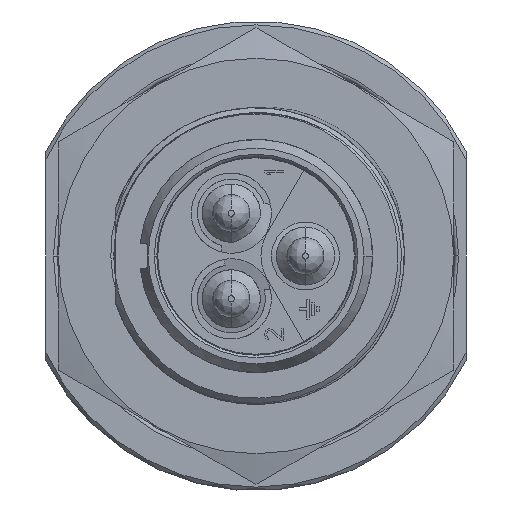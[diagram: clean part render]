
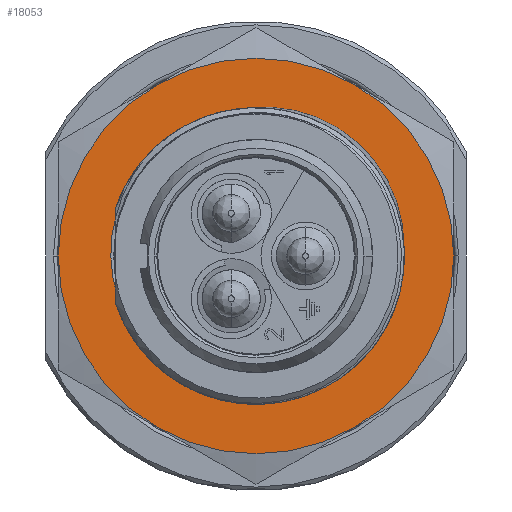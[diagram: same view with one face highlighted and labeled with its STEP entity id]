
A CAD part, left-side view. The second image highlights one B-rep face of the part: STEP entity #18053.
In plain terms, the highlighted planar face has unit normal (-1, 0, 0).
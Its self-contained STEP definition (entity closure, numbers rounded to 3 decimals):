
#474=CARTESIAN_POINT('',(16.5,0.,0.));
#475=DIRECTION('',(1.,0.,0.));
#476=DIRECTION('',(0.,0.119,0.993));
#477=AXIS2_PLACEMENT_3D('',#474,#475,#476);
#836=CARTESIAN_POINT('',(16.5,1.345,11.225));
#4488=CARTESIAN_POINT('',(16.5,0.68,-0.748));
#4489=DIRECTION('',(1.,0.,0.));
#4490=DIRECTION('',(0.,-0.5,0.866));
#4491=AXIS2_PLACEMENT_3D('',#4488,#4489,#4490);
#4493=CARTESIAN_POINT('',(16.5,0.68,-0.748));
#4494=DIRECTION('',(1.,0.,0.));
#4495=DIRECTION('',(0.,-1.,0.));
#4496=AXIS2_PLACEMENT_3D('',#4493,#4494,#4495);
#4498=CARTESIAN_POINT('',(16.5,0.68,-0.748));
#4499=DIRECTION('',(1.,0.,0.));
#4500=DIRECTION('',(0.,0.5,-0.866));
#4501=AXIS2_PLACEMENT_3D('',#4498,#4499,#4500);
#4503=CARTESIAN_POINT('',(16.5,0.68,-0.748));
#4504=DIRECTION('',(1.,0.,0.));
#4505=DIRECTION('',(0.,1.,0.));
#4506=AXIS2_PLACEMENT_3D('',#4503,#4504,#4505);
#4508=CARTESIAN_POINT('',(16.5,8.085,-9.68));
#4509=CARTESIAN_POINT('',(16.5,8.266,-9.534));
#4510=CARTESIAN_POINT('',(16.5,8.619,-9.232));
#4511=CARTESIAN_POINT('',(16.5,9.121,-8.746));
#4512=CARTESIAN_POINT('',(16.5,9.594,-8.231));
#4513=CARTESIAN_POINT('',(16.5,10.035,-7.689));
#4514=CARTESIAN_POINT('',(16.5,10.442,-7.121));
#4515=CARTESIAN_POINT('',(16.5,10.816,-6.528));
#4516=CARTESIAN_POINT('',(16.5,11.153,-5.914));
#4517=CARTESIAN_POINT('',(16.5,11.453,-5.28));
#4518=CARTESIAN_POINT('',(16.5,11.714,-4.63));
#4519=CARTESIAN_POINT('',(16.5,11.936,-3.964));
#4520=CARTESIAN_POINT('',(16.5,12.118,-3.285));
#4521=CARTESIAN_POINT('',(16.5,12.259,-2.598));
#4522=CARTESIAN_POINT('',(16.5,12.359,-1.901));
#4523=CARTESIAN_POINT('',(16.5,12.417,-1.2));
#4524=CARTESIAN_POINT('',(16.5,12.433,-0.496));
#4525=CARTESIAN_POINT('',(16.5,12.406,0.208));
#4526=CARTESIAN_POINT('',(16.5,12.338,0.909));
#4527=CARTESIAN_POINT('',(16.5,12.227,1.606));
#4528=CARTESIAN_POINT('',(16.5,12.075,2.295));
#4529=CARTESIAN_POINT('',(16.5,11.882,2.974));
#4530=CARTESIAN_POINT('',(16.5,11.648,3.641));
#4531=CARTESIAN_POINT('',(16.5,11.375,4.293));
#4532=CARTESIAN_POINT('',(16.5,11.063,4.928));
#4533=CARTESIAN_POINT('',(16.5,10.713,5.544));
#4534=CARTESIAN_POINT('',(16.5,10.328,6.138));
#4535=CARTESIAN_POINT('',(16.5,9.906,6.708));
#4536=CARTESIAN_POINT('',(16.5,9.452,7.252));
#4537=CARTESIAN_POINT('',(16.5,8.965,7.769));
#4538=CARTESIAN_POINT('',(16.5,8.448,8.255));
#4539=CARTESIAN_POINT('',(16.5,7.903,8.711));
#4540=CARTESIAN_POINT('',(16.5,7.331,9.133));
#4541=CARTESIAN_POINT('',(16.5,6.734,9.521));
#4542=CARTESIAN_POINT('',(16.5,6.115,9.872));
#4543=CARTESIAN_POINT('',(16.5,5.476,10.186));
#4544=CARTESIAN_POINT('',(16.5,4.819,10.462));
#4545=CARTESIAN_POINT('',(16.5,4.146,10.698));
#4546=CARTESIAN_POINT('',(16.5,3.46,10.894));
#4547=CARTESIAN_POINT('',(16.5,2.762,11.048));
#4548=CARTESIAN_POINT('',(16.5,2.057,11.161));
#4549=CARTESIAN_POINT('',(16.5,1.583,11.208));
#4550=CARTESIAN_POINT('',(16.5,1.345,11.225));
#4552=CARTESIAN_POINT('',(16.5,0.68,-0.748));
#4553=DIRECTION('',(-1.,0.,0.));
#4554=DIRECTION('',(0.,-0.5,0.866));
#4555=AXIS2_PLACEMENT_3D('',#4552,#4553,#4554);
#4754=CARTESIAN_POINT('',(16.5,0.68,-0.748));
#4755=DIRECTION('',(-1.,0.,0.));
#4756=DIRECTION('',(0.,0.5,-0.866));
#4757=AXIS2_PLACEMENT_3D('',#4754,#4755,#4756);
#4759=CARTESIAN_POINT('',(16.5,-7.507,-9.521));
#4760=CARTESIAN_POINT('',(16.5,-7.328,-9.681));
#4761=CARTESIAN_POINT('',(16.5,-6.962,-9.988));
#4762=CARTESIAN_POINT('',(16.5,-6.385,-10.416));
#4763=CARTESIAN_POINT('',(16.5,-5.784,-10.808));
#4764=CARTESIAN_POINT('',(16.5,-5.162,-11.163));
#4765=CARTESIAN_POINT('',(16.5,-4.52,-11.479));
#4766=CARTESIAN_POINT('',(16.5,-3.861,-11.756));
#4767=CARTESIAN_POINT('',(16.5,-3.187,-11.993));
#4768=CARTESIAN_POINT('',(16.5,-2.501,-12.189));
#4769=CARTESIAN_POINT('',(16.5,-1.805,-12.343));
#4770=CARTESIAN_POINT('',(16.5,-1.102,-12.455));
#4771=CARTESIAN_POINT('',(16.5,-0.394,-12.524));
#4772=CARTESIAN_POINT('',(16.5,0.316,-12.551));
#4773=CARTESIAN_POINT('',(16.5,1.026,-12.535));
#4774=CARTESIAN_POINT('',(16.5,1.732,-12.476));
#4775=CARTESIAN_POINT('',(16.5,2.433,-12.376));
#4776=CARTESIAN_POINT('',(16.5,3.126,-12.233));
#4777=CARTESIAN_POINT('',(16.5,3.808,-12.049));
#4778=CARTESIAN_POINT('',(16.5,4.478,-11.824));
#4779=CARTESIAN_POINT('',(16.5,5.131,-11.56));
#4780=CARTESIAN_POINT('',(16.5,5.767,-11.257));
#4781=CARTESIAN_POINT('',(16.5,6.384,-10.917));
#4782=CARTESIAN_POINT('',(16.5,6.977,-10.541));
#4783=CARTESIAN_POINT('',(16.5,7.547,-10.129));
#4784=CARTESIAN_POINT('',(16.5,7.908,-9.834));
#4785=CARTESIAN_POINT('',(16.5,8.085,-9.68));
#4829=CARTESIAN_POINT('',(16.5,0.68,-0.748));
#4830=DIRECTION('',(1.,0.,0.));
#4831=DIRECTION('',(0.,-0.999,0.051));
#4832=AXIS2_PLACEMENT_3D('',#4829,#4830,#4831);
#11737=CARTESIAN_POINT('',(16.5,-7.32,13.108));
#11738=CARTESIAN_POINT('',(16.5,-15.32,-0.748));
#11739=VERTEX_POINT('',#11737);
#11740=VERTEX_POINT('',#11738);
#11741=CARTESIAN_POINT('',(16.5,-7.32,-14.604));
#11742=VERTEX_POINT('',#11741);
#11743=CARTESIAN_POINT('',(16.5,8.68,-14.604));
#11744=CARTESIAN_POINT('',(16.5,16.68,-0.748));
#11745=VERTEX_POINT('',#11743);
#11746=VERTEX_POINT('',#11744);
#11747=CARTESIAN_POINT('',(16.5,8.68,13.108));
#11748=VERTEX_POINT('',#11747);
#11763=VERTEX_POINT('',#4759);
#11764=VERTEX_POINT('',#4785);
#12169=VERTEX_POINT('',#836);
#12276=CARTESIAN_POINT('',(16.5,-11.304,-0.13));
#12277=VERTEX_POINT('',#12276);
#18027=CARTESIAN_POINT('',(16.5,0.68,-0.748));
#18028=DIRECTION('',(1.,0.,0.));
#18029=DIRECTION('',(0.,0.,-1.));
#18030=AXIS2_PLACEMENT_3D('',#18027,#18028,#18029);
#18031=PLANE('340',#18030);
#18033=ORIENTED_EDGE('1273',*,*,#18032,.F.);
#18035=ORIENTED_EDGE('1238',*,*,#18034,.T.);
#18037=ORIENTED_EDGE('1239',*,*,#18036,.T.);
#18039=ORIENTED_EDGE('1272',*,*,#18038,.F.);
#18041=ORIENTED_EDGE('1240',*,*,#18040,.T.);
#18042=ORIENTED_EDGE('1241',*,*,#18020,.T.);
#18043=EDGE_LOOP('340',(#18033,#18035,#18037,#18039,#18041,#18042));
#18044=FACE_OUTER_BOUND('340',#18043,.F.);
#18045=ORIENTED_EDGE('3595',*,*,#12883,.F.);
#18046=ORIENTED_EDGE('3523',*,*,#13829,.F.);
#18048=ORIENTED_EDGE('1290',*,*,#18047,.F.);
#18050=ORIENTED_EDGE('3501',*,*,#18049,.F.);
#18051=EDGE_LOOP('340',(#18045,#18046,#18048,#18050));
#18052=FACE_BOUND('340',#18051,.F.);
#478=CIRCLE('3595',#477,11.305);
#4492=CIRCLE('1238',#4491,16.);
#4497=CIRCLE('1239',#4496,16.);
#4502=CIRCLE('1240',#4501,16.);
#4507=CIRCLE('1241',#4506,16.);
#4551=B_SPLINE_CURVE_WITH_KNOTS('3523',3,(#4508,#4509,#4510,#4511,#4512,#4513,
#4514,#4515,#4516,#4517,#4518,#4519,#4520,#4521,#4522,#4523,#4524,#4525,#4526,
#4527,#4528,#4529,#4530,#4531,#4532,#4533,#4534,#4535,#4536,#4537,#4538,#4539,
#4540,#4541,#4542,#4543,#4544,#4545,#4546,#4547,#4548,#4549,#4550),
.UNSPECIFIED.,.F.,.F.,(4,1,1,1,1,1,1,1,1,1,1,1,1,1,1,1,1,1,1,1,1,1,1,1,1,1,1,1,
1,1,1,1,1,1,1,1,1,1,1,1,4),(0.,0.025,0.05,0.075,0.1,0.125,0.15,
0.175,0.2,0.225,0.25,0.275,0.3,0.325,0.35,0.375,0.4,0.425,
0.45,0.475,0.5,0.525,0.55,0.575,0.6,0.625,0.65,0.675,0.7,
0.725,0.75,0.775,0.8,0.825,0.85,0.875,0.9,0.925,0.95,
0.975,1.),.UNSPECIFIED.);
#4556=CIRCLE('1273',#4555,16.);
#4758=CIRCLE('1272',#4757,16.);
#4786=B_SPLINE_CURVE_WITH_KNOTS('1290',3,(#4759,#4760,#4761,#4762,#4763,#4764,
#4765,#4766,#4767,#4768,#4769,#4770,#4771,#4772,#4773,#4774,#4775,#4776,#4777,
#4778,#4779,#4780,#4781,#4782,#4783,#4784,#4785),.UNSPECIFIED.,.F.,.F.,(4,1,1,1,
1,1,1,1,1,1,1,1,1,1,1,1,1,1,1,1,1,1,1,1,4),(0.,0.042,
0.083,0.125,0.167,0.208,0.25,
0.292,0.333,0.375,0.417,0.458,
0.5,0.542,0.583,0.625,0.667,
0.708,0.75,0.792,0.833,0.875,
0.917,0.958,1.),.UNSPECIFIED.);
#4833=CIRCLE('3501',#4832,12.);
#12883=EDGE_CURVE('3595',#12169,#12277,#478,.T.);
#13829=EDGE_CURVE('3523',#11764,#12169,#4551,.T.);
#18020=EDGE_CURVE('1241',#11746,#11748,#4507,.T.);
#18032=EDGE_CURVE('1273',#11739,#11748,#4556,.T.);
#18034=EDGE_CURVE('1238',#11739,#11740,#4492,.T.);
#18036=EDGE_CURVE('1239',#11740,#11742,#4497,.T.);
#18038=EDGE_CURVE('1272',#11745,#11742,#4758,.T.);
#18040=EDGE_CURVE('1240',#11745,#11746,#4502,.T.);
#18047=EDGE_CURVE('1290',#11763,#11764,#4786,.T.);
#18049=EDGE_CURVE('3501',#12277,#11763,#4833,.T.);
#18053=ADVANCED_FACE('340',(#18044,#18052),#18031,.F.);
